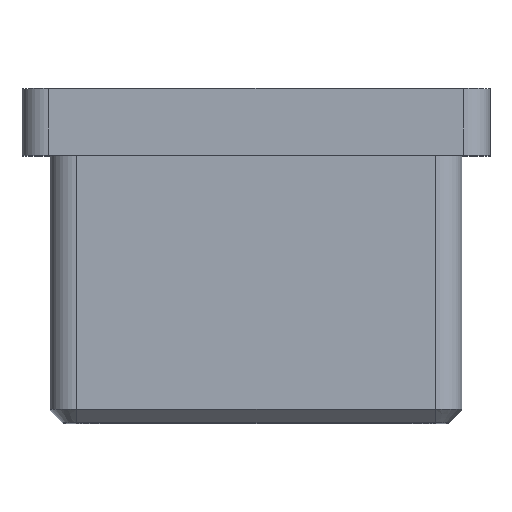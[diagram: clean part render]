
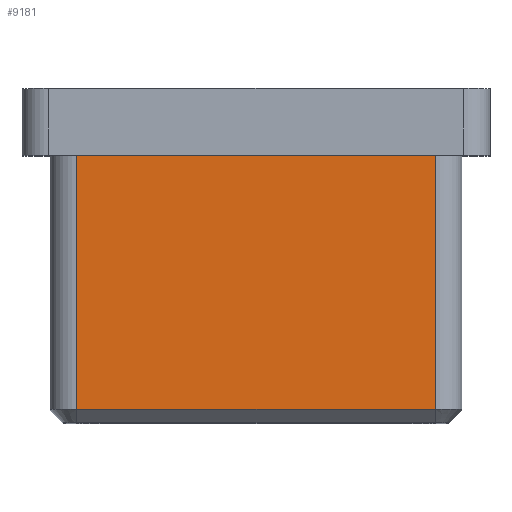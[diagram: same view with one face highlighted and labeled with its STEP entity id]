
A CAD part, top view. The second image highlights one B-rep face of the part: STEP entity #9181.
In plain terms, the highlighted planar face has unit normal (0, 0, 1).
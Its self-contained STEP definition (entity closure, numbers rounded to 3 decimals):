
#480 = CARTESIAN_POINT ( 'NONE',  ( 13.4, -19., 15.4 ) ) ;
#543 = VERTEX_POINT ( 'NONE', #4646 ) ;
#1220 = VECTOR ( 'NONE', #9323, 1000. ) ;
#1229 = CARTESIAN_POINT ( 'NONE',  ( -15.4, -20., 15.4 ) ) ;
#1856 = LINE ( 'NONE', #480, #6242 ) ;
#2251 = CARTESIAN_POINT ( 'NONE',  ( -13.4, 0., 15.4 ) ) ;
#2525 = DIRECTION ( 'NONE',  ( 0., 0., -1. ) ) ;
#3742 = DIRECTION ( 'NONE',  ( -1., 0., 0. ) ) ;
#4057 = CARTESIAN_POINT ( 'NONE',  ( 13.4, 0., 15.4 ) ) ;
#4646 = CARTESIAN_POINT ( 'NONE',  ( -13.4, -19., 15.4 ) ) ;
#5016 = PLANE ( 'NONE',  #15752 ) ;
#5209 = VERTEX_POINT ( 'NONE', #13234 ) ;
#6171 = VERTEX_POINT ( 'NONE', #4057 ) ;
#6197 = CARTESIAN_POINT ( 'NONE',  ( -15.4, 0., 15.4 ) ) ;
#6242 = VECTOR ( 'NONE', #11585, 1000. ) ;
#8863 = ORIENTED_EDGE ( 'NONE', *, *, #10613, .T. ) ;
#8910 = LINE ( 'NONE', #9266, #1220 ) ;
#9140 = EDGE_CURVE ( 'NONE', #5209, #6171, #9488, .T. ) ;
#9181 = ADVANCED_FACE ( 'NONE', ( #15070 ), #5016, .F. ) ;
#9266 = CARTESIAN_POINT ( 'NONE',  ( -13.4, -20., 15.4 ) ) ;
#9323 = DIRECTION ( 'NONE',  ( 0., -1., 0. ) ) ;
#9448 = LINE ( 'NONE', #6197, #14660 ) ;
#9488 = LINE ( 'NONE', #13241, #15441 ) ;
#10613 = EDGE_CURVE ( 'NONE', #543, #5209, #1856, .T. ) ;
#10646 = DIRECTION ( 'NONE',  ( 0., 1., 0. ) ) ;
#11585 = DIRECTION ( 'NONE',  ( 1., 0., 0. ) ) ;
#11741 = ORIENTED_EDGE ( 'NONE', *, *, #13450, .T. ) ;
#12366 = DIRECTION ( 'NONE',  ( -1., 0., 0. ) ) ;
#13014 = EDGE_CURVE ( 'NONE', #13031, #543, #8910, .T. ) ;
#13031 = VERTEX_POINT ( 'NONE', #2251 ) ;
#13234 = CARTESIAN_POINT ( 'NONE',  ( 13.4, -19., 15.4 ) ) ;
#13241 = CARTESIAN_POINT ( 'NONE',  ( 13.4, -20., 15.4 ) ) ;
#13450 = EDGE_CURVE ( 'NONE', #6171, #13031, #9448, .T. ) ;
#14103 = ORIENTED_EDGE ( 'NONE', *, *, #13014, .T. ) ;
#14495 = EDGE_LOOP ( 'NONE', ( #14103, #8863, #14972, #11741 ) ) ;
#14660 = VECTOR ( 'NONE', #3742, 1000. ) ;
#14972 = ORIENTED_EDGE ( 'NONE', *, *, #9140, .T. ) ;
#15070 = FACE_OUTER_BOUND ( 'NONE', #14495, .T. ) ;
#15441 = VECTOR ( 'NONE', #10646, 1000. ) ;
#15752 = AXIS2_PLACEMENT_3D ( 'NONE', #1229, #2525, #12366 ) ;
